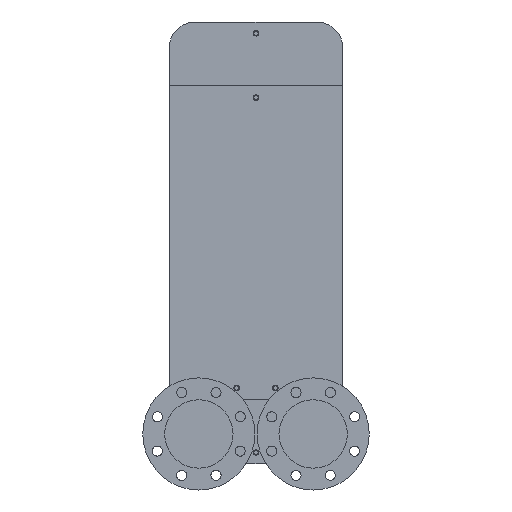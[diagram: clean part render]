
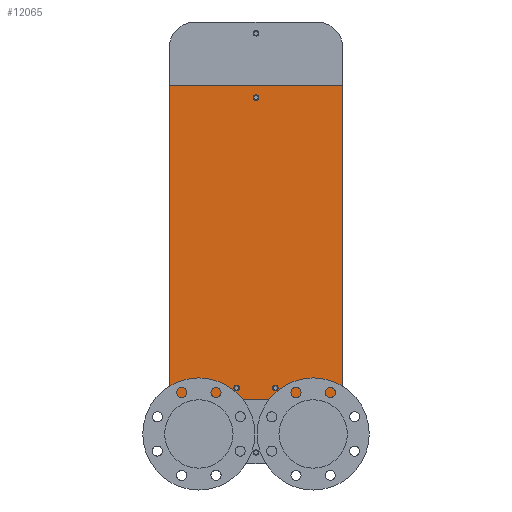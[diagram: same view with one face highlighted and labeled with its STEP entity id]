
A CAD part, front view. The second image highlights one B-rep face of the part: STEP entity #12065.
In plain terms, the highlighted planar face has unit normal (0, -1, 0).
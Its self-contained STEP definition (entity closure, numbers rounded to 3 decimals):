
#128=FACE_BOUND('',#4866,.T.);
#129=FACE_BOUND('',#4867,.T.);
#130=FACE_BOUND('',#4868,.T.);
#4119=PLANE('',#13628);
#4428=FACE_OUTER_BOUND('',#4865,.T.);
#4865=EDGE_LOOP('',(#11431,#11432,#11433,#11434));
#4866=EDGE_LOOP('',(#11435));
#4867=EDGE_LOOP('',(#11436));
#4868=EDGE_LOOP('',(#11437));
#6300=LINE('',#25141,#7620);
#6306=LINE('',#25200,#7626);
#6310=LINE('',#25210,#7630);
#6317=LINE('',#25224,#7637);
#7620=VECTOR('',#17908,10.);
#7626=VECTOR('',#17982,10.);
#7630=VECTOR('',#17992,10.);
#7637=VECTOR('',#18007,10.);
#8819=CIRCLE('',#13592,5.);
#8822=CIRCLE('',#13598,5.);
#8828=CIRCLE('',#13610,5.);
#9330=VERTEX_POINT('',#25138);
#9331=VERTEX_POINT('',#25140);
#9337=VERTEX_POINT('',#25159);
#9340=VERTEX_POINT('',#25168);
#9346=VERTEX_POINT('',#25186);
#9350=VERTEX_POINT('',#25199);
#9353=VERTEX_POINT('',#25209);
#10039=EDGE_CURVE('',#9330,#9331,#6300,.T.);
#10048=EDGE_CURVE('',#9337,#9337,#8819,.T.);
#10051=EDGE_CURVE('',#9340,#9340,#8822,.T.);
#10057=EDGE_CURVE('',#9346,#9346,#8828,.T.);
#10061=EDGE_CURVE('',#9330,#9350,#6306,.T.);
#10066=EDGE_CURVE('',#9353,#9331,#6310,.T.);
#10074=EDGE_CURVE('',#9353,#9350,#6317,.T.);
#11431=ORIENTED_EDGE('',*,*,#10061,.T.);
#11432=ORIENTED_EDGE('',*,*,#10074,.F.);
#11433=ORIENTED_EDGE('',*,*,#10066,.T.);
#11434=ORIENTED_EDGE('',*,*,#10039,.F.);
#11435=ORIENTED_EDGE('',*,*,#10051,.T.);
#11436=ORIENTED_EDGE('',*,*,#10048,.T.);
#11437=ORIENTED_EDGE('',*,*,#10057,.T.);
#12065=ADVANCED_FACE('',(#4428,#128,#129,#130),#4119,.F.);
#13592=AXIS2_PLACEMENT_3D('',#25160,#17928,#17929);
#13598=AXIS2_PLACEMENT_3D('',#25169,#17940,#17941);
#13610=AXIS2_PLACEMENT_3D('',#25187,#17964,#17965);
#13628=AXIS2_PLACEMENT_3D('',#25228,#18013,#18014);
#17908=DIRECTION('',(0.,0.,1.));
#17928=DIRECTION('center_axis',(0.,1.,0.));
#17929=DIRECTION('ref_axis',(1.,0.,0.));
#17940=DIRECTION('center_axis',(0.,1.,0.));
#17941=DIRECTION('ref_axis',(1.,0.,0.));
#17964=DIRECTION('center_axis',(0.,1.,0.));
#17965=DIRECTION('ref_axis',(1.,0.,0.));
#17982=DIRECTION('',(1.,0.,0.));
#17992=DIRECTION('',(-1.,0.,0.));
#18007=DIRECTION('',(0.,0.,-1.));
#18013=DIRECTION('center_axis',(0.,1.,0.));
#18014=DIRECTION('ref_axis',(-1.,0.,0.));
#25138=CARTESIAN_POINT('',(-155.,-2.,113.8));
#25140=CARTESIAN_POINT('',(-155.,-2.,674.2));
#25141=CARTESIAN_POINT('',(-155.,-2.,46.));
#25159=CARTESIAN_POINT('',(29.5,-2.,135.));
#25160=CARTESIAN_POINT('Origin',(34.5,-2.,135.));
#25168=CARTESIAN_POINT('',(-39.5,-2.,135.));
#25169=CARTESIAN_POINT('Origin',(-34.5,-2.,135.));
#25186=CARTESIAN_POINT('',(-5.,-2.,653.));
#25187=CARTESIAN_POINT('Origin',(0.,-2.,
653.));
#25199=CARTESIAN_POINT('',(155.,-2.,113.8));
#25200=CARTESIAN_POINT('',(77.5,-2.,113.8));
#25209=CARTESIAN_POINT('',(155.,-2.,674.2));
#25210=CARTESIAN_POINT('',(-77.5,-2.,674.2));
#25224=CARTESIAN_POINT('',(155.,-2.,742.));
#25228=CARTESIAN_POINT('Origin',(0.,-2.,
394.));
